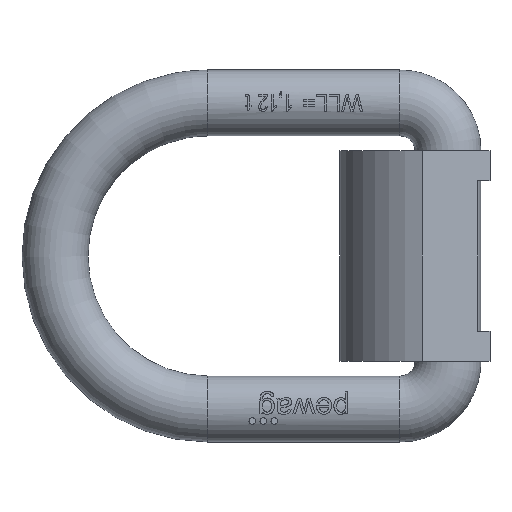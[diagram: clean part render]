
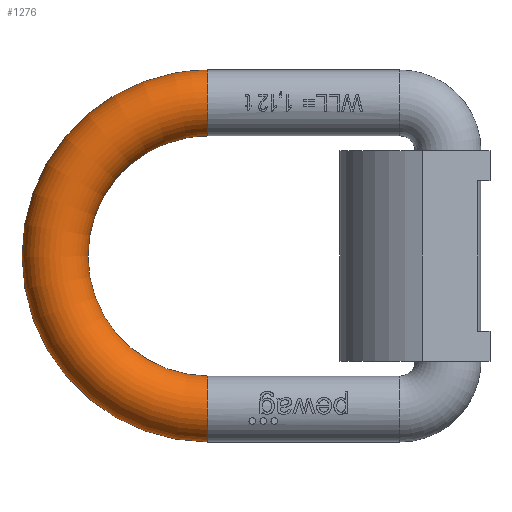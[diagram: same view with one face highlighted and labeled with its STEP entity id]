
A CAD part, left-side view. The second image highlights one B-rep face of the part: STEP entity #1276.
In plain terms, the highlighted toroidal (fillet/blend) face has major radius 25.5 mm and minor radius 5.5 mm.
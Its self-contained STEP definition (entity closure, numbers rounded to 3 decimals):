
#196=TOROIDAL_SURFACE('',#7892,25.5,5.5);
#977=FACE_BOUND('',#2152,.T.);
#978=FACE_BOUND('',#2153,.T.);
#1276=ADVANCED_FACE('',(#977,#978),#196,.T.);
#2152=EDGE_LOOP('',(#3056));
#2153=EDGE_LOOP('',(#3057));
#2566=CIRCLE('',#7785,5.5);
#2617=CIRCLE('',#7870,5.5);
#3056=ORIENTED_EDGE('',*,*,#5869,.T.);
#3057=ORIENTED_EDGE('',*,*,#5614,.F.);
#4860=VERTEX_POINT('',#9585);
#5115=VERTEX_POINT('',#11434);
#5614=EDGE_CURVE('',#4860,#4860,#2566,.T.);
#5869=EDGE_CURVE('',#5115,#5115,#2617,.T.);
#7785=AXIS2_PLACEMENT_3D('',#9584,#8215,#8216);
#7870=AXIS2_PLACEMENT_3D('',#11433,#8449,#8450);
#7892=AXIS2_PLACEMENT_3D('',#12229,#8503,#8504);
#8215=DIRECTION('',(0.,-1.,0.));
#8216=DIRECTION('',(0.,0.,-1.));
#8449=DIRECTION('',(0.,1.,0.));
#8450=DIRECTION('',(0.,0.,1.));
#8503=DIRECTION('',(1.,0.,0.));
#8504=DIRECTION('',(0.,0.,-1.));
#9584=CARTESIAN_POINT('',(0.,47.,-25.5));
#9585=CARTESIAN_POINT('',(0.,47.,-31.));
#11433=CARTESIAN_POINT('',(0.,47.,25.5));
#11434=CARTESIAN_POINT('',(0.,47.,31.));
#12229=CARTESIAN_POINT('',(0.,47.,0.));
